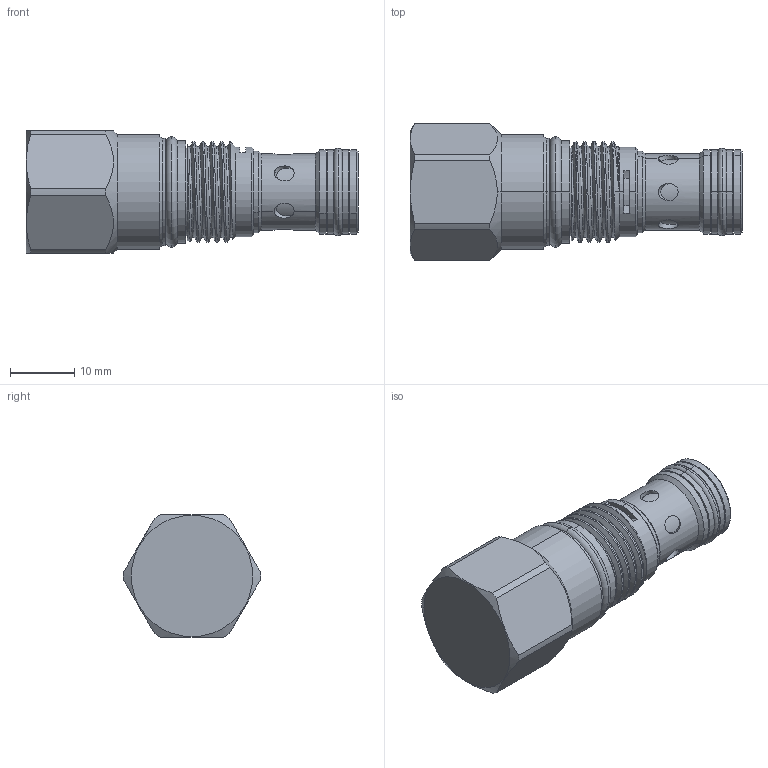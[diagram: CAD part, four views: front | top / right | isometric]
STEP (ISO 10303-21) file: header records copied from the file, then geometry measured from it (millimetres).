
FILE_DESCRIPTION (( 'STEP AP203' ), '1' );
FILE_NAME ('CV162A21-N.STEP', '2020-03-03T01:14:41', ( '' ), ( '' ), 'SwSTEP 2.0', 'SolidWorks 2018', '' );
FILE_SCHEMA (( 'CONFIG_CONTROL_DESIGN' ));
Length unit declared in the file: millimetre
Products named in the file (1): CV162A21-N
Bounding box: 51.65 x 21.4 x 19.05 mm (x, y, z)
Volume: 10401.4 mm3; surface area: 4692 mm2
Topology: 6 solids, 6 shells, 147 faces, 350 edges, 223 vertices
Faces by surface type: cylinder 83, cone 27, plane 24, torus 10, bspline 3
Entity records: 6258 total; most frequent: CARTESIAN_POINT 2825, DIRECTION 710, ORIENTED_EDGE 700, EDGE_CURVE 350, AXIS2_PLACEMENT_3D 302, VERTEX_POINT 223, EDGE_LOOP 165, CIRCLE 157
